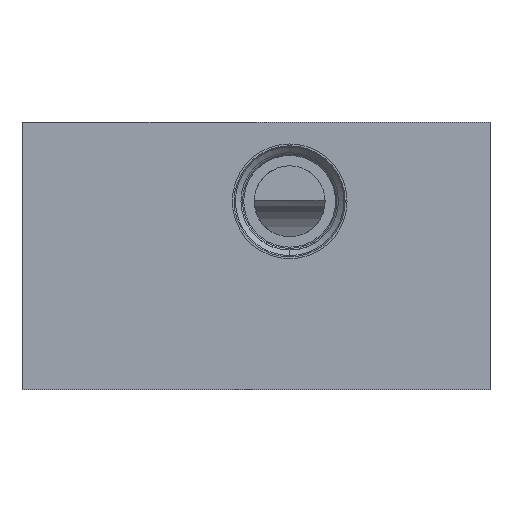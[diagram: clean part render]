
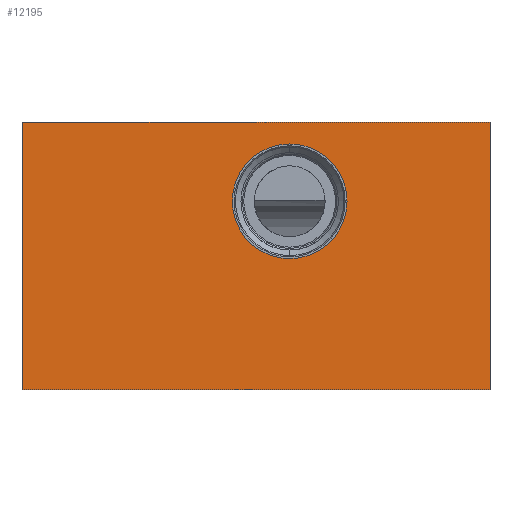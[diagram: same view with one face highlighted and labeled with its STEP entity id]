
A CAD part, front view. The second image highlights one B-rep face of the part: STEP entity #12195.
In plain terms, the highlighted planar face has unit normal (0, -1, 0).
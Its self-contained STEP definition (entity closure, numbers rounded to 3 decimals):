
#214 = EDGE_CURVE ( 'NONE', #5715, #2555, #14009, .T. ) ;
#728 = EDGE_CURVE ( 'NONE', #12878, #5949, #6922, .T. ) ;
#799 = ORIENTED_EDGE ( 'NONE', *, *, #5895, .F. ) ;
#888 = CARTESIAN_POINT ( 'NONE',  ( 0., 0., 50.8 ) ) ;
#939 = DIRECTION ( 'NONE',  ( 0., 0., 1. ) ) ;
#1621 = DIRECTION ( 'NONE',  ( 0., -1., 0. ) ) ;
#1764 = AXIS2_PLACEMENT_3D ( 'NONE', #5399, #13081, #2106 ) ;
#2106 = DIRECTION ( 'NONE',  ( 0., 0., 1. ) ) ;
#2555 = VERTEX_POINT ( 'NONE', #4487 ) ;
#2703 = CIRCLE ( 'NONE', #2814, 10.91 ) ;
#2728 = DIRECTION ( 'NONE',  ( 0., 0., -1. ) ) ;
#2814 = AXIS2_PLACEMENT_3D ( 'NONE', #8206, #1621, #2728 ) ;
#2929 = ORIENTED_EDGE ( 'NONE', *, *, #12119, .F. ) ;
#3294 = VECTOR ( 'NONE', #11402, 1000. ) ;
#3298 = CARTESIAN_POINT ( 'NONE',  ( 0., 0., 0. ) ) ;
#3694 = CARTESIAN_POINT ( 'NONE',  ( 0., 0., 0. ) ) ;
#4487 = CARTESIAN_POINT ( 'NONE',  ( 0., 0., 0. ) ) ;
#4807 = CARTESIAN_POINT ( 'NONE',  ( 50.9, 0., 35.8 ) ) ;
#5399 = CARTESIAN_POINT ( 'NONE',  ( 0., 0., 50.8 ) ) ;
#5462 = EDGE_CURVE ( 'NONE', #5949, #12878, #2703, .T. ) ;
#5715 = VERTEX_POINT ( 'NONE', #9734 ) ;
#5865 = CARTESIAN_POINT ( 'NONE',  ( 89., 0., 50.8 ) ) ;
#5895 = EDGE_CURVE ( 'NONE', #7766, #5715, #8474, .T. ) ;
#5949 = VERTEX_POINT ( 'NONE', #5975 ) ;
#5975 = CARTESIAN_POINT ( 'NONE',  ( 50.9, 0., 24.89 ) ) ;
#6383 = ORIENTED_EDGE ( 'NONE', *, *, #5462, .F. ) ;
#6597 = ORIENTED_EDGE ( 'NONE', *, *, #12116, .F. ) ;
#6829 = DIRECTION ( 'NONE',  ( 0., -1., 0. ) ) ;
#6922 = CIRCLE ( 'NONE', #9035, 10.91 ) ;
#7506 = DIRECTION ( 'NONE',  ( 1., 0., 0. ) ) ;
#7722 = LINE ( 'NONE', #9755, #13058 ) ;
#7766 = VERTEX_POINT ( 'NONE', #5865 ) ;
#7861 = EDGE_LOOP ( 'NONE', ( #6383, #11104 ) ) ;
#8061 = FACE_OUTER_BOUND ( 'NONE', #8347, .T. ) ;
#8206 = CARTESIAN_POINT ( 'NONE',  ( 50.9, 0., 35.8 ) ) ;
#8347 = EDGE_LOOP ( 'NONE', ( #6597, #11581, #799, #2929 ) ) ;
#8474 = LINE ( 'NONE', #13634, #3294 ) ;
#9035 = AXIS2_PLACEMENT_3D ( 'NONE', #4807, #6829, #11209 ) ;
#9399 = CARTESIAN_POINT ( 'NONE',  ( 50.9, 0., 46.71 ) ) ;
#9734 = CARTESIAN_POINT ( 'NONE',  ( 89., 0., 0. ) ) ;
#9755 = CARTESIAN_POINT ( 'NONE',  ( 0., 0., 50.8 ) ) ;
#9864 = VECTOR ( 'NONE', #10057, 1000. ) ;
#10057 = DIRECTION ( 'NONE',  ( -1., 0., 0. ) ) ;
#10110 = FACE_BOUND ( 'NONE', #7861, .T. ) ;
#10255 = VERTEX_POINT ( 'NONE', #888 ) ;
#10776 = PLANE ( 'NONE',  #1764 ) ;
#11104 = ORIENTED_EDGE ( 'NONE', *, *, #728, .F. ) ;
#11209 = DIRECTION ( 'NONE',  ( 0., 0., -1. ) ) ;
#11402 = DIRECTION ( 'NONE',  ( 0., 0., -1. ) ) ;
#11581 = ORIENTED_EDGE ( 'NONE', *, *, #214, .F. ) ;
#11836 = VECTOR ( 'NONE', #939, 1000. ) ;
#12116 = EDGE_CURVE ( 'NONE', #2555, #10255, #12521, .T. ) ;
#12119 = EDGE_CURVE ( 'NONE', #10255, #7766, #7722, .T. ) ;
#12195 = ADVANCED_FACE ( 'NONE', ( #8061, #10110 ), #10776, .F. ) ;
#12521 = LINE ( 'NONE', #3694, #11836 ) ;
#12878 = VERTEX_POINT ( 'NONE', #9399 ) ;
#13058 = VECTOR ( 'NONE', #7506, 1000. ) ;
#13081 = DIRECTION ( 'NONE',  ( 0., 1., 0. ) ) ;
#13634 = CARTESIAN_POINT ( 'NONE',  ( 89., 0., 0. ) ) ;
#14009 = LINE ( 'NONE', #3298, #9864 ) ;
